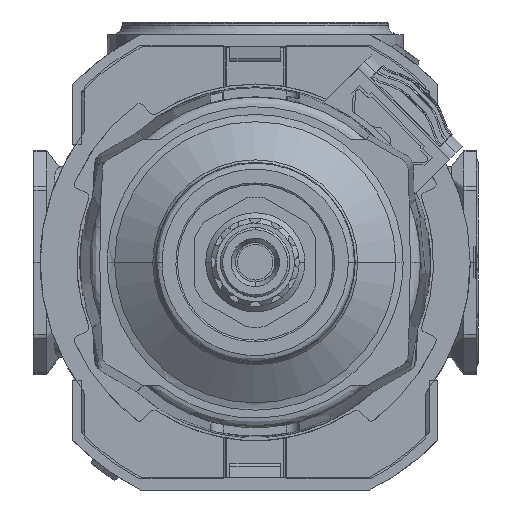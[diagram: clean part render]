
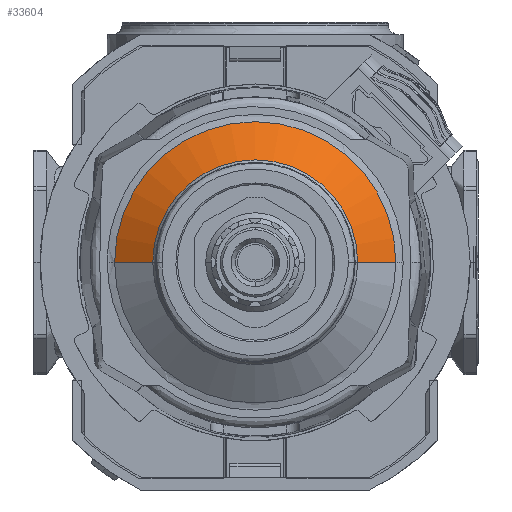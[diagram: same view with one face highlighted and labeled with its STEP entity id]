
A CAD part, front view. The second image highlights one B-rep face of the part: STEP entity #33604.
In plain terms, the highlighted conical face has half-angle 54.996 degrees and reference radius 22.24 mm.
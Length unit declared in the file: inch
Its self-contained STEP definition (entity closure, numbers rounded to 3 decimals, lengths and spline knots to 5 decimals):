
#300 = DIRECTION ( 'NONE',  ( 1., 0., 0. ) ) ;
#318 = DIRECTION ( 'NONE',  ( -0.819, 0.574, 0. ) ) ;
#409 = CONICAL_SURFACE ( 'NONE', #13600, 0.87558, 0.96 ) ;
#466 = VERTEX_POINT ( 'NONE', #63736 ) ;
#767 = CARTESIAN_POINT ( 'NONE',  ( -0.87558, -4.11661, 0. ) ) ;
#2681 = CARTESIAN_POINT ( 'NONE',  ( -0.63777, -4.28315, 0. ) ) ;
#2772 = DIRECTION ( 'NONE',  ( 0., 1., 0. ) ) ;
#4125 = CARTESIAN_POINT ( 'NONE',  ( 0., -4.11661, 0. ) ) ;
#6252 = CARTESIAN_POINT ( 'NONE',  ( 0.87558, -4.11661, 0. ) ) ;
#10541 = FACE_OUTER_BOUND ( 'NONE', #77871, .T. ) ;
#13584 = ORIENTED_EDGE ( 'NONE', *, *, #87916, .F. ) ;
#13600 = AXIS2_PLACEMENT_3D ( 'NONE', #4125, #2772, #46856 ) ;
#16625 = EDGE_CURVE ( 'NONE', #466, #78688, #53639, .T. ) ;
#19436 = VECTOR ( 'NONE', #83051, 39.37008 ) ;
#21668 = CARTESIAN_POINT ( 'NONE',  ( -0.87558, -4.11661, 0. ) ) ;
#23204 = DIRECTION ( 'NONE',  ( 0., -1., 0. ) ) ;
#23381 = LINE ( 'NONE', #6252, #19436 ) ;
#31422 = EDGE_CURVE ( 'NONE', #79599, #466, #23381, .T. ) ;
#33282 = CIRCLE ( 'NONE', #74430, 0.63777 ) ;
#33604 = ADVANCED_FACE ( 'NONE', ( #10541 ), #409, .T. ) ;
#37003 = CARTESIAN_POINT ( 'NONE',  ( 0., -4.11661, 0. ) ) ;
#41137 = CARTESIAN_POINT ( 'NONE',  ( 0., -4.28315, 0. ) ) ;
#42014 = DIRECTION ( 'NONE',  ( -1., 0., 0. ) ) ;
#46856 = DIRECTION ( 'NONE',  ( -1., 0., 0. ) ) ;
#50065 = VERTEX_POINT ( 'NONE', #2681 ) ;
#53639 = CIRCLE ( 'NONE', #58061, 0.87558 ) ;
#56402 = ORIENTED_EDGE ( 'NONE', *, *, #76983, .T. ) ;
#58061 = AXIS2_PLACEMENT_3D ( 'NONE', #37003, #23204, #300 ) ;
#63736 = CARTESIAN_POINT ( 'NONE',  ( 0.87558, -4.11661, 0. ) ) ;
#69254 = DIRECTION ( 'NONE',  ( 0., 1., 0. ) ) ;
#72945 = ORIENTED_EDGE ( 'NONE', *, *, #16625, .T. ) ;
#74430 = AXIS2_PLACEMENT_3D ( 'NONE', #41137, #69254, #42014 ) ;
#76983 = EDGE_CURVE ( 'NONE', #50065, #79599, #33282, .T. ) ;
#77871 = EDGE_LOOP ( 'NONE', ( #56402, #87090, #72945, #13584 ) ) ;
#78045 = LINE ( 'NONE', #767, #86267 ) ;
#78688 = VERTEX_POINT ( 'NONE', #21668 ) ;
#79599 = VERTEX_POINT ( 'NONE', #90607 ) ;
#83051 = DIRECTION ( 'NONE',  ( 0.819, 0.574, 0. ) ) ;
#86267 = VECTOR ( 'NONE', #318, 39.37008 ) ;
#87090 = ORIENTED_EDGE ( 'NONE', *, *, #31422, .T. ) ;
#87916 = EDGE_CURVE ( 'NONE', #50065, #78688, #78045, .T. ) ;
#90607 = CARTESIAN_POINT ( 'NONE',  ( 0.63777, -4.28315, 0. ) ) ;
